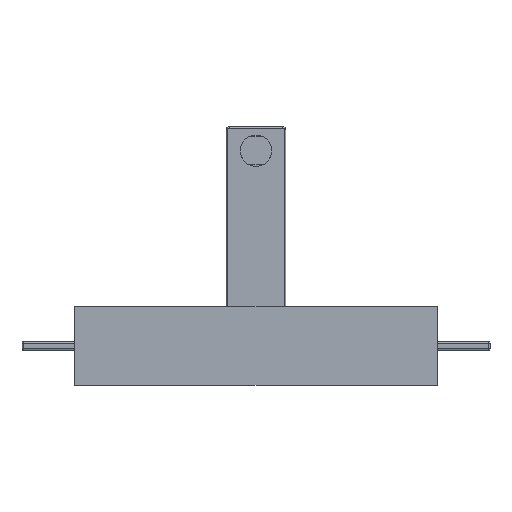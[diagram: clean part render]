
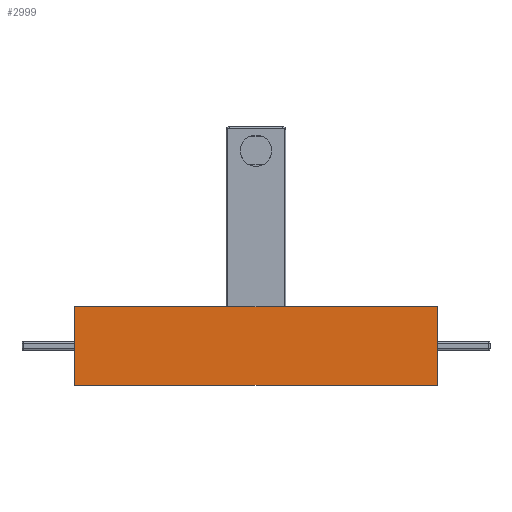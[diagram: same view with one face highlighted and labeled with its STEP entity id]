
A CAD part, front view. The second image highlights one B-rep face of the part: STEP entity #2999.
In plain terms, the highlighted planar face has unit normal (0, -1, 0).
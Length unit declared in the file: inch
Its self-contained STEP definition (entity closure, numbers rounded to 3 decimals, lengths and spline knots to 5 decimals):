
#2=CARTESIAN_POINT('',(-5.06,0.,1.06));
#3=DIRECTION('',(0.,1.,0.));
#4=DIRECTION('',(-1.,0.,0.));
#5=AXIS2_PLACEMENT_3D('',#2,#3,#4);
#7=CARTESIAN_POINT('',(5.06,0.,1.06));
#8=DIRECTION('',(0.,1.,0.));
#9=DIRECTION('',(0.,0.,1.));
#10=AXIS2_PLACEMENT_3D('',#7,#8,#9);
#12=CARTESIAN_POINT('',(5.06,0.,-1.06));
#13=DIRECTION('',(0.,1.,0.));
#14=DIRECTION('',(1.,0.,0.));
#15=AXIS2_PLACEMENT_3D('',#12,#13,#14);
#17=CARTESIAN_POINT('',(-5.06,0.,-1.06));
#18=DIRECTION('',(0.,1.,0.));
#19=DIRECTION('',(0.,0.,-1.));
#20=AXIS2_PLACEMENT_3D('',#17,#18,#19);
#30=DIRECTION('',(0.,0.,-1.));
#31=VECTOR('',#30,2.12);
#32=CARTESIAN_POINT('',(-5.1,0.,1.06));
#33=LINE('',#32,#31);
#42=DIRECTION('',(1.,0.,0.));
#43=VECTOR('',#42,10.12);
#44=CARTESIAN_POINT('',(-5.06,0.,-1.1));
#45=LINE('',#44,#43);
#54=DIRECTION('',(0.,0.,1.));
#55=VECTOR('',#54,2.12);
#56=CARTESIAN_POINT('',(5.1,0.,-1.06));
#57=LINE('',#56,#55);
#66=DIRECTION('',(-1.,0.,0.));
#67=VECTOR('',#66,10.12);
#68=CARTESIAN_POINT('',(5.06,0.,1.1));
#69=LINE('',#68,#67);
#2520=CARTESIAN_POINT('',(-5.1,0.,1.06));
#2521=CARTESIAN_POINT('',(-5.06,0.,1.1));
#2522=VERTEX_POINT('',#2520);
#2523=VERTEX_POINT('',#2521);
#2524=CARTESIAN_POINT('',(5.06,0.,1.1));
#2525=VERTEX_POINT('',#2524);
#2526=CARTESIAN_POINT('',(5.1,0.,1.06));
#2527=VERTEX_POINT('',#2526);
#2528=CARTESIAN_POINT('',(5.1,0.,-1.06));
#2529=VERTEX_POINT('',#2528);
#2530=CARTESIAN_POINT('',(5.06,0.,-1.1));
#2531=VERTEX_POINT('',#2530);
#2532=CARTESIAN_POINT('',(-5.06,0.,-1.1));
#2533=VERTEX_POINT('',#2532);
#2534=CARTESIAN_POINT('',(-5.1,0.,-1.06));
#2535=VERTEX_POINT('',#2534);
#2976=CARTESIAN_POINT('',(0.,0.,0.));
#2977=DIRECTION('',(0.,1.,0.));
#2978=DIRECTION('',(-1.,0.,0.));
#2979=AXIS2_PLACEMENT_3D('',#2976,#2977,#2978);
#2980=PLANE('',#2979);
#2982=ORIENTED_EDGE('',*,*,#2981,.T.);
#2984=ORIENTED_EDGE('',*,*,#2983,.F.);
#2986=ORIENTED_EDGE('',*,*,#2985,.T.);
#2988=ORIENTED_EDGE('',*,*,#2987,.F.);
#2990=ORIENTED_EDGE('',*,*,#2989,.T.);
#2992=ORIENTED_EDGE('',*,*,#2991,.F.);
#2994=ORIENTED_EDGE('',*,*,#2993,.T.);
#2996=ORIENTED_EDGE('',*,*,#2995,.F.);
#2997=EDGE_LOOP('',(#2982,#2984,#2986,#2988,#2990,#2992,#2994,#2996));
#2998=FACE_OUTER_BOUND('',#2997,.F.);
#2999=ADVANCED_FACE('',(#2998),#2980,.F.);
#6=CIRCLE('',#5,0.04);
#11=CIRCLE('',#10,0.04);
#16=CIRCLE('',#15,0.04);
#21=CIRCLE('',#20,0.04);
#2981=EDGE_CURVE('',#2522,#2523,#6,.T.);
#2983=EDGE_CURVE('',#2525,#2523,#69,.T.);
#2985=EDGE_CURVE('',#2525,#2527,#11,.T.);
#2987=EDGE_CURVE('',#2529,#2527,#57,.T.);
#2989=EDGE_CURVE('',#2529,#2531,#16,.T.);
#2991=EDGE_CURVE('',#2533,#2531,#45,.T.);
#2993=EDGE_CURVE('',#2533,#2535,#21,.T.);
#2995=EDGE_CURVE('',#2522,#2535,#33,.T.);
